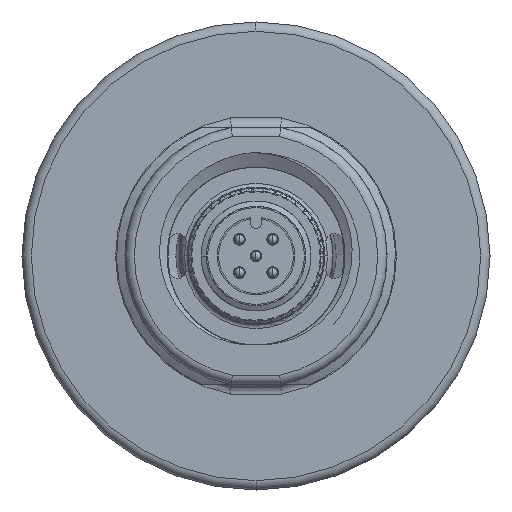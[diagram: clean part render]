
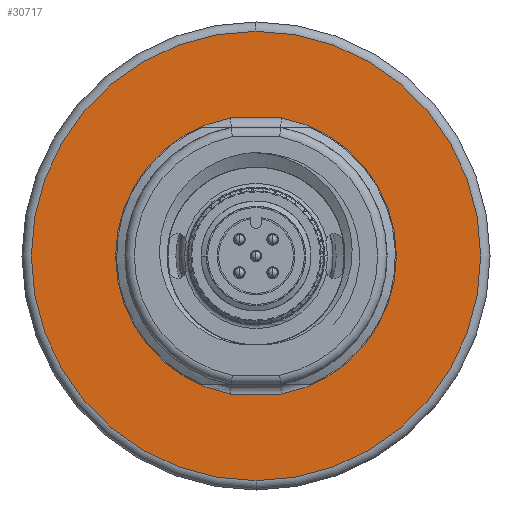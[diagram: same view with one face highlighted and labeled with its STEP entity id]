
A CAD part, front view. The second image highlights one B-rep face of the part: STEP entity #30717.
In plain terms, the highlighted planar face has unit normal (0, -1, 0).
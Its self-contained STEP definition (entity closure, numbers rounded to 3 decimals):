
#8819=CARTESIAN_POINT('',(0.,-3.,0.));
#8820=DIRECTION('',(0.,-1.,0.));
#8821=DIRECTION('',(-0.182,0.,0.983));
#8822=AXIS2_PLACEMENT_3D('',#8819,#8820,#8821);
#8824=DIRECTION('',(1.,0.,0.));
#8825=VECTOR('',#8824,5.454);
#8826=CARTESIAN_POINT('',(-2.727,-3.,-14.75));
#8827=LINE('',#8826,#8825);
#8828=CARTESIAN_POINT('',(0.,-3.,0.));
#8829=DIRECTION('',(0.,-1.,0.));
#8830=DIRECTION('',(0.182,0.,-0.983));
#8831=AXIS2_PLACEMENT_3D('',#8828,#8829,#8830);
#8833=DIRECTION('',(-1.,0.,0.));
#8834=VECTOR('',#8833,5.454);
#8835=CARTESIAN_POINT('',(2.727,-3.,14.75));
#8836=LINE('',#8835,#8834);
#8837=CARTESIAN_POINT('',(0.,-3.,0.));
#8838=DIRECTION('',(0.,1.,0.));
#8839=DIRECTION('',(0.,0.,-1.));
#8840=AXIS2_PLACEMENT_3D('',#8837,#8838,#8839);
#8842=CARTESIAN_POINT('',(0.,-3.,0.));
#8843=DIRECTION('',(0.,1.,0.));
#8844=DIRECTION('',(0.,0.,1.));
#8845=AXIS2_PLACEMENT_3D('',#8842,#8843,#8844);
#10142=CARTESIAN_POINT('',(-2.727,-3.,14.75));
#10143=CARTESIAN_POINT('',(-2.727,-3.,-14.75));
#10144=VERTEX_POINT('',#10142);
#10145=VERTEX_POINT('',#10143);
#10150=CARTESIAN_POINT('',(2.727,-3.,-14.75));
#10151=CARTESIAN_POINT('',(2.727,-3.,14.75));
#10152=VERTEX_POINT('',#10150);
#10153=VERTEX_POINT('',#10151);
#10186=CARTESIAN_POINT('',(0.,-3.,-24.));
#10187=CARTESIAN_POINT('',(0.,-3.,24.));
#10188=VERTEX_POINT('',#10186);
#10189=VERTEX_POINT('',#10187);
#30698=CARTESIAN_POINT('',(0.,-3.,0.));
#30699=DIRECTION('',(0.,-1.,0.));
#30700=DIRECTION('',(0.,0.,1.));
#30701=AXIS2_PLACEMENT_3D('',#30698,#30699,#30700);
#30702=PLANE('',#30701);
#30704=ORIENTED_EDGE('',*,*,#30703,.T.);
#30706=ORIENTED_EDGE('',*,*,#30705,.T.);
#30707=EDGE_LOOP('',(#30704,#30706));
#30708=FACE_OUTER_BOUND('',#30707,.F.);
#30710=ORIENTED_EDGE('',*,*,#30709,.T.);
#30711=ORIENTED_EDGE('',*,*,#30676,.T.);
#30712=ORIENTED_EDGE('',*,*,#30689,.T.);
#30714=ORIENTED_EDGE('',*,*,#30713,.T.);
#30715=EDGE_LOOP('',(#30710,#30711,#30712,#30714));
#30716=FACE_BOUND('',#30715,.F.);
#30717=ADVANCED_FACE('',(#30708,#30716),#30702,.T.);
#8823=CIRCLE('',#8822,15.);
#8832=CIRCLE('',#8831,15.);
#8841=CIRCLE('',#8840,24.);
#8846=CIRCLE('',#8845,24.);
#30676=EDGE_CURVE('',#10145,#10152,#8827,.T.);
#30689=EDGE_CURVE('',#10152,#10153,#8832,.T.);
#30703=EDGE_CURVE('',#10188,#10189,#8841,.T.);
#30705=EDGE_CURVE('',#10189,#10188,#8846,.T.);
#30709=EDGE_CURVE('',#10144,#10145,#8823,.T.);
#30713=EDGE_CURVE('',#10153,#10144,#8836,.T.);
